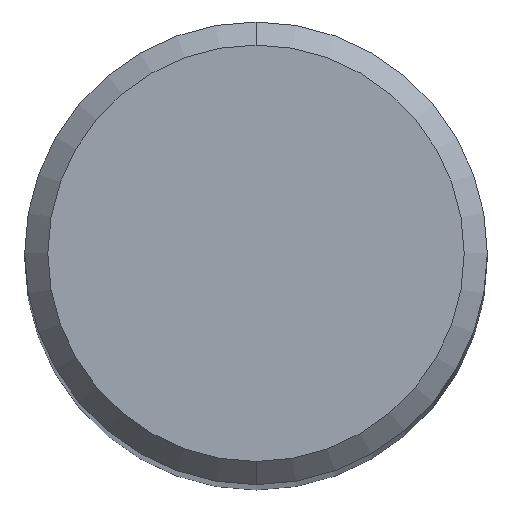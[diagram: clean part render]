
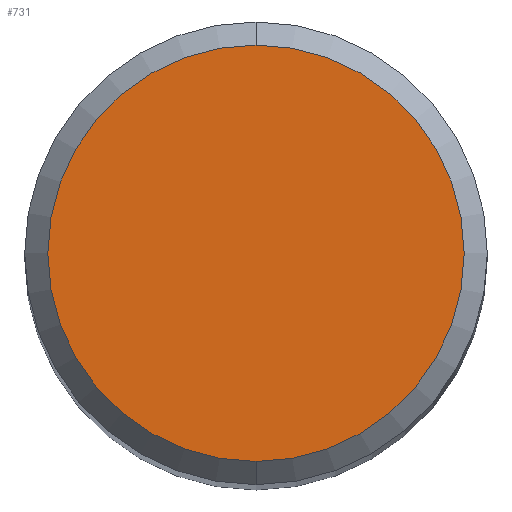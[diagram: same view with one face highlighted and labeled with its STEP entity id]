
A CAD part, top view. The second image highlights one B-rep face of the part: STEP entity #731.
In plain terms, the highlighted planar face has unit normal (0, 0, 1).
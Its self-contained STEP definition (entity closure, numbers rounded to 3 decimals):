
#491=EDGE_CURVE('',#509,#741,#1213,.T.);
#509=VERTEX_POINT('',#1232);
#731=ADVANCED_FACE('',(#1473),#1474,.T.);
#741=VERTEX_POINT('',#1486);
#903=EDGE_CURVE('',#741,#509,#1662,.T.);
#1213=CIRCLE('',#3996,3.6);
#1232=CARTESIAN_POINT('',(0.,-3.6,0.0));
#1473=FACE_OUTER_BOUND('',#7812,.T.);
#1474=PLANE('',#7813);
#1486=CARTESIAN_POINT('',(0.0,3.6,0.0));
#1662=CIRCLE('',#9644,3.6);
#3996=AXIS2_PLACEMENT_3D('',#10923,#10924,#10925);
#7812=EDGE_LOOP('',(#11176,#11177));
#7813=AXIS2_PLACEMENT_3D('',#11178,#11179,#11180);
#9644=AXIS2_PLACEMENT_3D('',#11408,#11409,#11410);
#10923=CARTESIAN_POINT('',(0.0,0.0,0.0));
#10924=DIRECTION('',(0.0,0.0,-1.0));
#10925=DIRECTION('',(0.0,1.0,0.0));
#11176=ORIENTED_EDGE('',*,*,#903,.F.);
#11177=ORIENTED_EDGE('',*,*,#491,.F.);
#11178=CARTESIAN_POINT('',(0.0,1.8,0.0));
#11179=DIRECTION('',(-0.0,0.0,1.0));
#11180=DIRECTION('',(0.0,-1.0,0.0));
#11408=CARTESIAN_POINT('',(0.0,0.0,0.0));
#11409=DIRECTION('',(0.0,0.0,-1.0));
#11410=DIRECTION('',(0.0,1.0,0.0));
